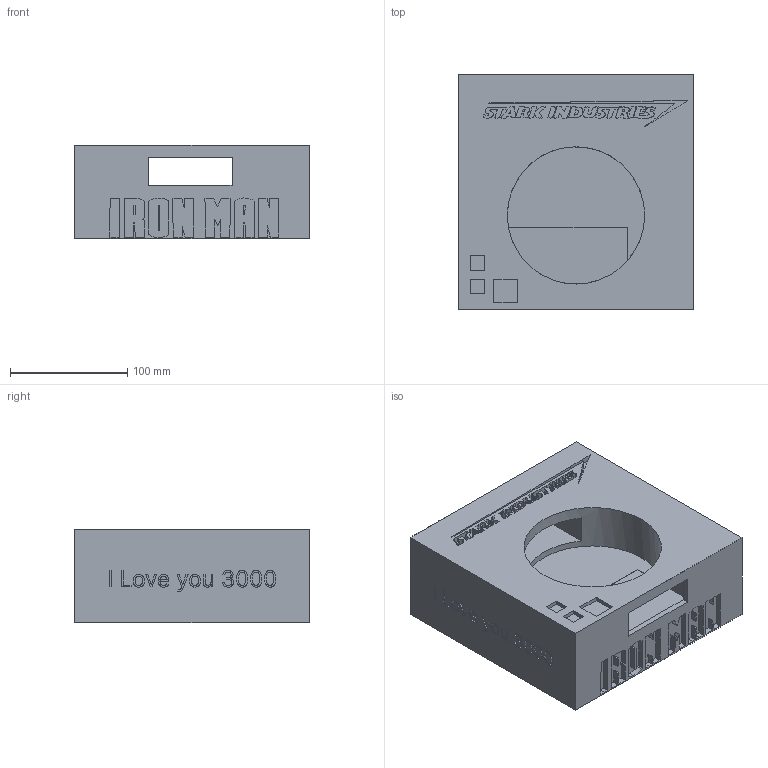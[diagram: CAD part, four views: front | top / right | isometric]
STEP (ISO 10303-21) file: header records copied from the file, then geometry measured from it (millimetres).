
FILE_DESCRIPTION(/* description */ (''),/* implementation_level */ '2;1');
FILE_NAME(/* name */ 'reactorbase.step',/* time_stamp */ '2025-07-25T05:06:44-04:00',/* author */ (''),/* organization */ (''),/* preprocessor_version */ 'ST-DEVELOPER v20.1',/* originating_system */ 'Autodesk Translation Framework v14.10.0.0',/* authorisation */ '');
FILE_SCHEMA (('AUTOMOTIVE_DESIGN { 1 0 10303 214 3 1 1 }'));
Length unit declared in the file: millimetre
Products named in the file (1): 2025-07-24-21-52-56-654
Bounding box: 200 x 200 x 80 mm (x, y, z)
Volume: 2423444.9 mm3; surface area: 197129.5 mm2
Topology: 1 solids, 1 shells, 985 faces, 2790 edges, 1856 vertices
Faces by surface type: bspline 613, plane 371, cylinder 1
Full cylindrical faces by diameter (mm): 117 x1
Entity records: 33137 total; most frequent: CARTESIAN_POINT 13601, ORIENTED_EDGE 5580, EDGE_CURVE 2790, DIRECTION 2316, VERTEX_POINT 1856, LINE 1558, VECTOR 1558, EDGE_LOOP 1046
